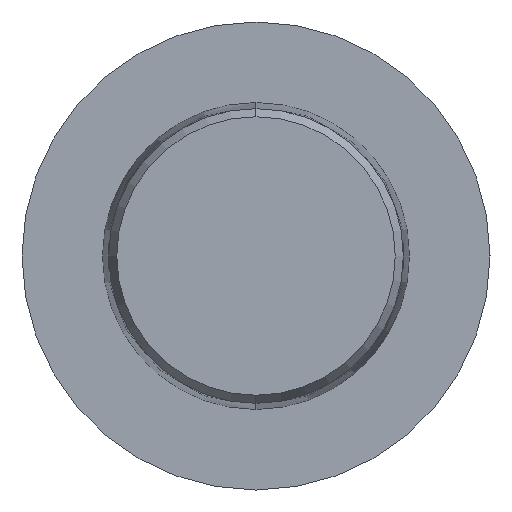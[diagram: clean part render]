
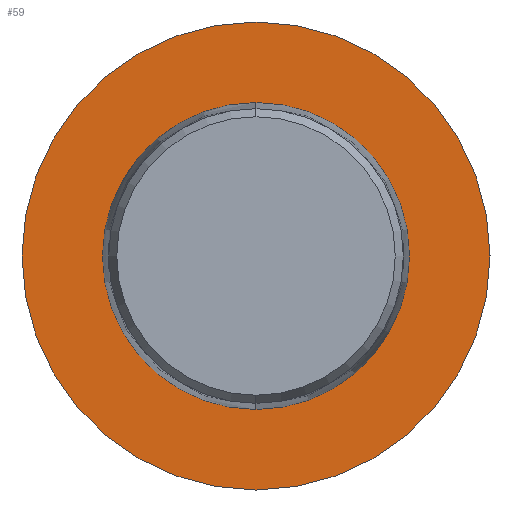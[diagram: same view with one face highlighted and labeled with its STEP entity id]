
A CAD part, left-side view. The second image highlights one B-rep face of the part: STEP entity #59.
In plain terms, the highlighted planar face has unit normal (-1, 0, 0).
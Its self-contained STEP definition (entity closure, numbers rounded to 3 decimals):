
#17 = AXIS2_PLACEMENT_3D ( 'NONE', #57, #248, #218 ) ;
#21 = FACE_BOUND ( 'NONE', #174, .T. ) ;
#25 = DIRECTION ( 'NONE',  ( 0., 0., -1. ) ) ;
#34 = VERTEX_POINT ( 'NONE', #353 ) ;
#43 = CIRCLE ( 'NONE', #246, 25. ) ;
#45 = DIRECTION ( 'NONE',  ( -1., 0., 0. ) ) ;
#50 = DIRECTION ( 'NONE',  ( 0., 0., -1. ) ) ;
#51 = DIRECTION ( 'NONE',  ( 1., 0., 0. ) ) ;
#57 = CARTESIAN_POINT ( 'NONE',  ( 0., 0., 0. ) ) ;
#59 = ADVANCED_FACE ( 'NONE', ( #21, #293 ), #185, .T. ) ;
#66 = ORIENTED_EDGE ( 'NONE', *, *, #328, .T. ) ;
#70 = EDGE_CURVE ( 'NONE', #310, #34, #175, .T. ) ;
#75 = CARTESIAN_POINT ( 'NONE',  ( 0., 25., 0. ) ) ;
#82 = AXIS2_PLACEMENT_3D ( 'NONE', #75, #45, #319 ) ;
#104 = AXIS2_PLACEMENT_3D ( 'NONE', #245, #110, #212 ) ;
#106 = EDGE_LOOP ( 'NONE', ( #280, #225 ) ) ;
#110 = DIRECTION ( 'NONE',  ( 1., 0., 0. ) ) ;
#135 = EDGE_CURVE ( 'NONE', #34, #310, #43, .T. ) ;
#147 = VERTEX_POINT ( 'NONE', #186 ) ;
#160 = CIRCLE ( 'NONE', #17, 16.4 ) ;
#174 = EDGE_LOOP ( 'NONE', ( #230, #66 ) ) ;
#175 = CIRCLE ( 'NONE', #342, 25. ) ;
#176 = VERTEX_POINT ( 'NONE', #267 ) ;
#185 = PLANE ( 'NONE',  #82 ) ;
#186 = CARTESIAN_POINT ( 'NONE',  ( 0., 0., 16.4 ) ) ;
#212 = DIRECTION ( 'NONE',  ( 0., 0., -1. ) ) ;
#213 = CARTESIAN_POINT ( 'NONE',  ( 0., 0., 25. ) ) ;
#218 = DIRECTION ( 'NONE',  ( 0., 0., -1. ) ) ;
#225 = ORIENTED_EDGE ( 'NONE', *, *, #70, .F. ) ;
#228 = CIRCLE ( 'NONE', #104, 16.4 ) ;
#230 = ORIENTED_EDGE ( 'NONE', *, *, #247, .T. ) ;
#233 = CARTESIAN_POINT ( 'NONE',  ( 0., 0., 0. ) ) ;
#243 = CARTESIAN_POINT ( 'NONE',  ( 0., 0., 0. ) ) ;
#245 = CARTESIAN_POINT ( 'NONE',  ( 0., 0., 0. ) ) ;
#246 = AXIS2_PLACEMENT_3D ( 'NONE', #243, #335, #25 ) ;
#247 = EDGE_CURVE ( 'NONE', #176, #147, #228, .T. ) ;
#248 = DIRECTION ( 'NONE',  ( 1., 0., 0. ) ) ;
#267 = CARTESIAN_POINT ( 'NONE',  ( 0., 0., -16.4 ) ) ;
#280 = ORIENTED_EDGE ( 'NONE', *, *, #135, .F. ) ;
#293 = FACE_OUTER_BOUND ( 'NONE', #106, .T. ) ;
#310 = VERTEX_POINT ( 'NONE', #213 ) ;
#319 = DIRECTION ( 'NONE',  ( 0., 0., 1. ) ) ;
#328 = EDGE_CURVE ( 'NONE', #147, #176, #160, .T. ) ;
#335 = DIRECTION ( 'NONE',  ( 1., 0., 0. ) ) ;
#342 = AXIS2_PLACEMENT_3D ( 'NONE', #233, #51, #50 ) ;
#353 = CARTESIAN_POINT ( 'NONE',  ( 0., 0., -25. ) ) ;
